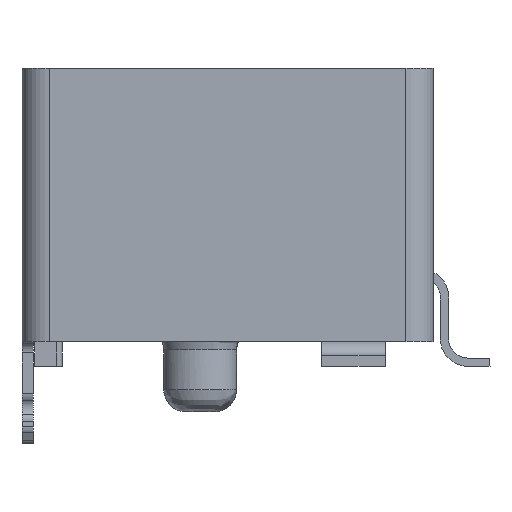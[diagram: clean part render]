
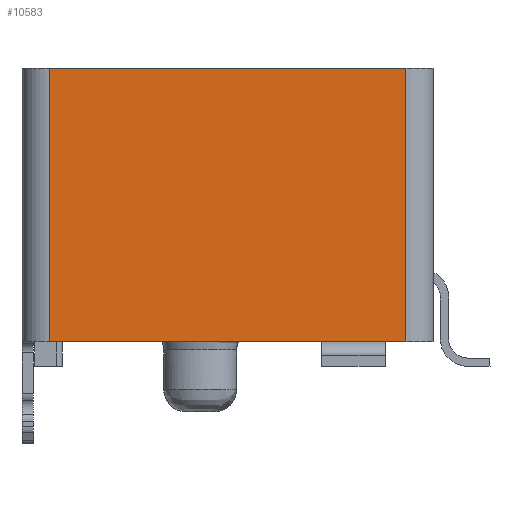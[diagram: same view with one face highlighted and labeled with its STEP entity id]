
A CAD part, left-side view. The second image highlights one B-rep face of the part: STEP entity #10583.
In plain terms, the highlighted planar face has unit normal (-1, 0, 0).
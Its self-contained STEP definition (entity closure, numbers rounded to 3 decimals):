
#573=PLANE($,#11262);
#1098=FACE_OUTER_BOUND($,#1644,.T.);
#1644=EDGE_LOOP($,(#9924,#9925,#9926,#9927));
#2925=LINE($,#17951,#4216);
#2928=LINE($,#17963,#4219);
#2936=LINE($,#17975,#4227);
#2937=LINE($,#17976,#4228);
#4216=VECTOR($,#13836,4.953);
#4219=VECTOR($,#13847,4.953);
#4227=VECTOR($,#13863,6.45);
#4228=VECTOR($,#13864,6.45);
#5386=VERTEX_POINT($,#17948);
#5387=VERTEX_POINT($,#17950);
#5389=VERTEX_POINT($,#17956);
#5392=VERTEX_POINT($,#17961);
#6900=EDGE_CURVE($,#5387,#5386,#2925,.T.);
#6906=EDGE_CURVE($,#5389,#5392,#2928,.T.);
#6914=EDGE_CURVE($,#5386,#5389,#2936,.T.);
#6915=EDGE_CURVE($,#5392,#5387,#2937,.T.);
#9924=ORIENTED_EDGE($,*,*,#6914,.T.);
#9925=ORIENTED_EDGE($,*,*,#6906,.T.);
#9926=ORIENTED_EDGE($,*,*,#6915,.T.);
#9927=ORIENTED_EDGE($,*,*,#6900,.T.);
#10583=ADVANCED_FACE($,(#1098),#573,.T.);
#11262=AXIS2_PLACEMENT_3D($,#17974,#13861,#13862);
#13836=DIRECTION($,(0.,0.,1.));
#13847=DIRECTION($,(0.,0.,-1.));
#13861=DIRECTION('center_axis',(-1.,0.,0.));
#13862=DIRECTION('ref_axis',(0.,0.,1.));
#13863=DIRECTION($,(0.,1.,0.));
#13864=DIRECTION($,(0.,-1.,0.));
#17948=CARTESIAN_POINT('',(-7.78,1.132,5.401));
#17950=CARTESIAN_POINT('',(-7.78,1.132,0.448));
#17951=CARTESIAN_POINT($,(-7.78,1.132,5.401));
#17956=CARTESIAN_POINT('',(-7.78,7.582,5.401));
#17961=CARTESIAN_POINT('',(-7.78,7.582,0.448));
#17963=CARTESIAN_POINT($,(-7.78,7.582,5.401));
#17974=CARTESIAN_POINT('Origin',(-7.78,2.857,5.401));
#17975=CARTESIAN_POINT($,(-7.78,2.857,5.401));
#17976=CARTESIAN_POINT($,(-7.78,2.857,0.448));
